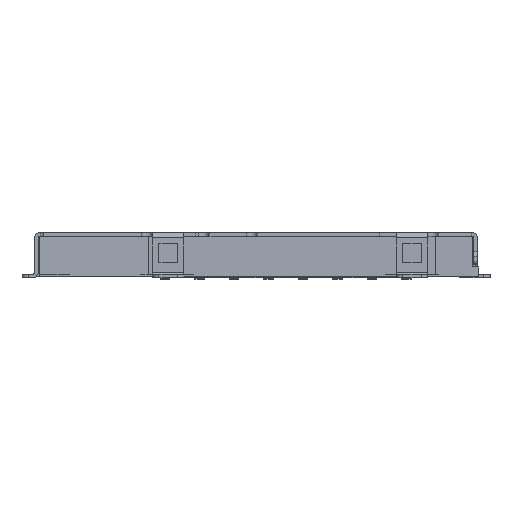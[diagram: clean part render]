
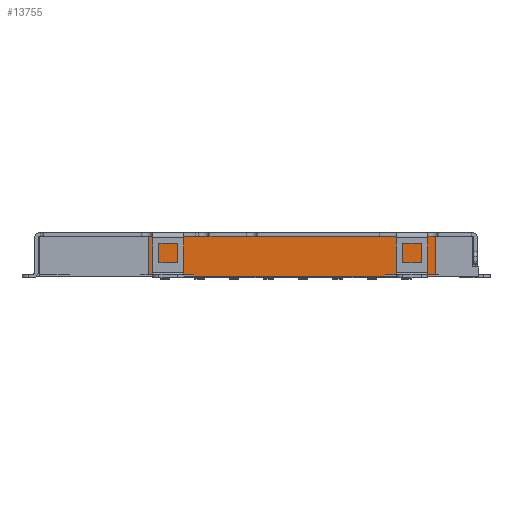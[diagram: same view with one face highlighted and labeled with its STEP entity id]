
A CAD part, front view. The second image highlights one B-rep face of the part: STEP entity #13755.
In plain terms, the highlighted planar face has unit normal (0, -1, 0).
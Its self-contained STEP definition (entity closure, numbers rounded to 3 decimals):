
#2843 = VERTEX_POINT('',#2844);
#2844 = CARTESIAN_POINT('',(-1.99,-6.93,-0.675));
#2850 = EDGE_CURVE('',#2851,#2843,#2853,.T.);
#2851 = VERTEX_POINT('',#2852);
#2852 = CARTESIAN_POINT('',(4.13,-6.93,-0.675));
#2853 = LINE('',#2854,#2855);
#2854 = CARTESIAN_POINT('',(4.13,-6.93,-0.675));
#2855 = VECTOR('',#2856,1.);
#2856 = DIRECTION('',(-1.,0.,0.));
#6311 = VERTEX_POINT('',#6312);
#6312 = CARTESIAN_POINT('',(-3.3,-6.93,0.605));
#6318 = EDGE_CURVE('',#6311,#6319,#6321,.T.);
#6319 = VERTEX_POINT('',#6320);
#6320 = CARTESIAN_POINT('',(-3.44,-6.93,0.605));
#6321 = LINE('',#6322,#6323);
#6322 = CARTESIAN_POINT('',(-3.3,-6.93,0.605));
#6323 = VECTOR('',#6324,1.);
#6324 = DIRECTION('',(-1.,0.,0.));
#6424 = VERTEX_POINT('',#6425);
#6425 = CARTESIAN_POINT('',(5.73,-6.93,0.605));
#6431 = EDGE_CURVE('',#6424,#6432,#6434,.T.);
#6432 = VERTEX_POINT('',#6433);
#6433 = CARTESIAN_POINT('',(5.48,-6.93,0.605));
#6434 = LINE('',#6435,#6436);
#6435 = CARTESIAN_POINT('',(5.73,-6.93,0.605));
#6436 = VECTOR('',#6437,1.);
#6437 = DIRECTION('',(-1.,0.,0.));
#6714 = VERTEX_POINT('',#6715);
#6715 = CARTESIAN_POINT('',(4.48,-6.93,0.605));
#6721 = EDGE_CURVE('',#6714,#6722,#6724,.T.);
#6722 = VERTEX_POINT('',#6723);
#6723 = CARTESIAN_POINT('',(-2.3,-6.93,0.605));
#6724 = LINE('',#6725,#6726);
#6725 = CARTESIAN_POINT('',(4.48,-6.93,0.605));
#6726 = VECTOR('',#6727,1.);
#6727 = DIRECTION('',(-1.,0.,0.));
#9975 = VERTEX_POINT('',#9976);
#9976 = CARTESIAN_POINT('',(4.13,-6.93,-0.625));
#9982 = EDGE_CURVE('',#9983,#9975,#9985,.T.);
#9983 = VERTEX_POINT('',#9984);
#9984 = CARTESIAN_POINT('',(5.73,-6.93,-0.625));
#9985 = LINE('',#9986,#9987);
#9986 = CARTESIAN_POINT('',(5.73,-6.93,-0.625));
#9987 = VECTOR('',#9988,1.);
#9988 = DIRECTION('',(-1.,0.,0.));
#10004 = EDGE_CURVE('',#10005,#10007,#10009,.T.);
#10005 = VERTEX_POINT('',#10006);
#10006 = CARTESIAN_POINT('',(-1.99,-6.93,-0.625));
#10007 = VERTEX_POINT('',#10008);
#10008 = CARTESIAN_POINT('',(-3.44,-6.93,-0.625));
#10009 = LINE('',#10010,#10011);
#10010 = CARTESIAN_POINT('',(-1.99,-6.93,-0.625));
#10011 = VECTOR('',#10012,1.);
#10012 = DIRECTION('',(-1.,0.,0.));
#13743 = EDGE_CURVE('',#6424,#9983,#13744,.T.);
#13744 = LINE('',#13745,#13746);
#13745 = CARTESIAN_POINT('',(5.73,-6.93,0.605));
#13746 = VECTOR('',#13747,1.);
#13747 = DIRECTION('',(0.,0.,-1.));
#13755 = ADVANCED_FACE('',(#13756),#13795,.T.);
#13756 = FACE_BOUND('',#13757,.F.);
#13757 = EDGE_LOOP('',(#13758,#13759,#13765,#13766,#13772,#13773,#13779,
    #13780,#13786,#13787,#13793,#13794));
#13758 = ORIENTED_EDGE('',*,*,#9982,.T.);
#13759 = ORIENTED_EDGE('',*,*,#13760,.F.);
#13760 = EDGE_CURVE('',#2851,#9975,#13761,.T.);
#13761 = LINE('',#13762,#13763);
#13762 = CARTESIAN_POINT('',(4.13,-6.93,-0.675));
#13763 = VECTOR('',#13764,1.);
#13764 = DIRECTION('',(0.,0.,1.));
#13765 = ORIENTED_EDGE('',*,*,#2850,.T.);
#13766 = ORIENTED_EDGE('',*,*,#13767,.T.);
#13767 = EDGE_CURVE('',#2843,#10005,#13768,.T.);
#13768 = LINE('',#13769,#13770);
#13769 = CARTESIAN_POINT('',(-1.99,-6.93,-0.675));
#13770 = VECTOR('',#13771,1.);
#13771 = DIRECTION('',(0.,0.,1.));
#13772 = ORIENTED_EDGE('',*,*,#10004,.T.);
#13773 = ORIENTED_EDGE('',*,*,#13774,.F.);
#13774 = EDGE_CURVE('',#6319,#10007,#13775,.T.);
#13775 = LINE('',#13776,#13777);
#13776 = CARTESIAN_POINT('',(-3.44,-6.93,0.605));
#13777 = VECTOR('',#13778,1.);
#13778 = DIRECTION('',(0.,0.,-1.));
#13779 = ORIENTED_EDGE('',*,*,#6318,.F.);
#13780 = ORIENTED_EDGE('',*,*,#13781,.F.);
#13781 = EDGE_CURVE('',#6722,#6311,#13782,.T.);
#13782 = LINE('',#13783,#13784);
#13783 = CARTESIAN_POINT('',(-2.3,-6.93,0.605));
#13784 = VECTOR('',#13785,1.);
#13785 = DIRECTION('',(-1.,0.,0.));
#13786 = ORIENTED_EDGE('',*,*,#6721,.F.);
#13787 = ORIENTED_EDGE('',*,*,#13788,.F.);
#13788 = EDGE_CURVE('',#6432,#6714,#13789,.T.);
#13789 = LINE('',#13790,#13791);
#13790 = CARTESIAN_POINT('',(5.48,-6.93,0.605));
#13791 = VECTOR('',#13792,1.);
#13792 = DIRECTION('',(-1.,0.,0.));
#13793 = ORIENTED_EDGE('',*,*,#6431,.F.);
#13794 = ORIENTED_EDGE('',*,*,#13743,.T.);
#13795 = PLANE('',#13796);
#13796 = AXIS2_PLACEMENT_3D('',#13797,#13798,#13799);
#13797 = CARTESIAN_POINT('',(5.73,-6.93,0.605));
#13798 = DIRECTION('',(0.,-1.,0.));
#13799 = DIRECTION('',(-1.,0.,0.));
